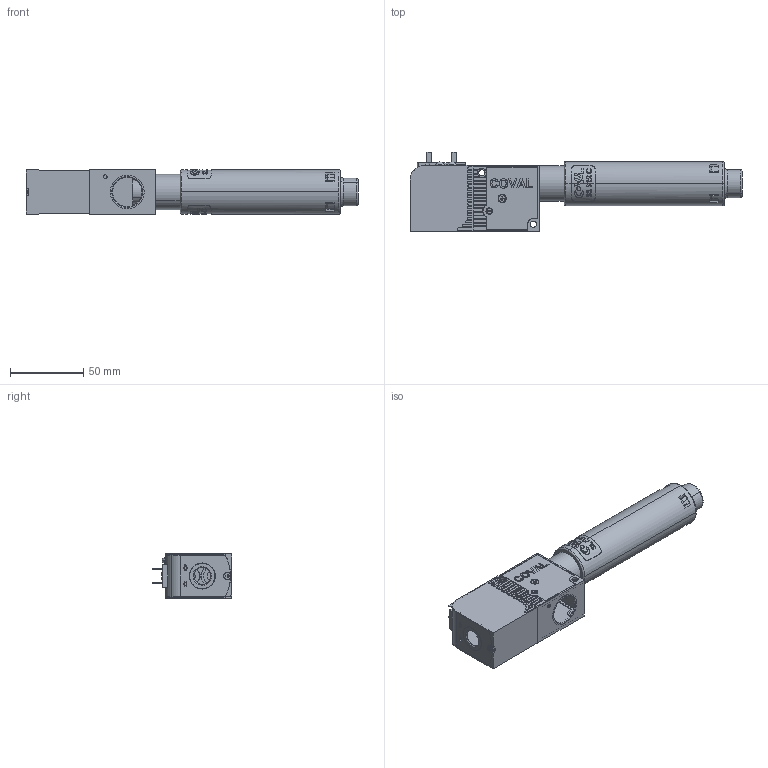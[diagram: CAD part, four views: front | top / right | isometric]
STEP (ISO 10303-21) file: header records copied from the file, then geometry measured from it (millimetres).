
FILE_DESCRIPTION(('STEP AP214'),'1');
FILE_NAME('COVAL_GVPD20NK14E1.stp','2017-12-28T07:59:02',('TraceParts'),('TraceParts S.A.'),'Spatial InterOp 3D',' ',' ');
FILE_SCHEMA(('automotive_design'));
Length unit declared in the file: millimetre
Products named in the file (4): COVAL_GVPD20NK14E1_1; COVAL_GVPD20NK14E1_2; COVAL_GVPD20NK14E1_3; COVAL_GVPD20NK14E1_4
Bounding box: 225.9 x 54 x 30 mm (x, y, z)
Volume: 56886.2 mm3; surface area: 73974.5 mm2
Topology: 50 solids, 54 shells, 2495 faces, 6355 edges, 4025 vertices
Faces by surface type: plane 1086, cylinder 617, bspline 292, cone 214, torus 144, sphere 142
Entity records: 134379 total; most frequent: CARTESIAN_POINT 56153, ORIENTED_EDGE 12670, DIRECTION 11188, EDGE_CURVE 6335, VERTEX_POINT 4025, AXIS2_PLACEMENT_3D 3997, LINE 3194, VECTOR 3194
